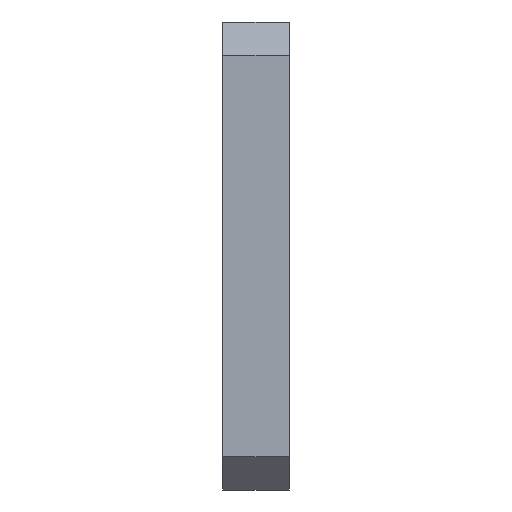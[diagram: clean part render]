
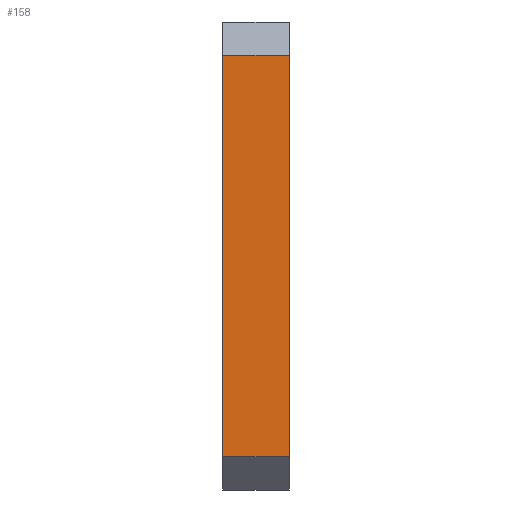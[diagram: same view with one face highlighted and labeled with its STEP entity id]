
A CAD part, left-side view. The second image highlights one B-rep face of the part: STEP entity #158.
In plain terms, the highlighted planar face has unit normal (-1, 0, 0).
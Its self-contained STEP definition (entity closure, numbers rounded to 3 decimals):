
#3 = CARTESIAN_POINT ( 'NONE',  ( 2.782, 10., -5. ) ) ;
#6 = CARTESIAN_POINT ( 'NONE',  ( 2.782, 10., -65. ) ) ;
#14 = VECTOR ( 'NONE', #1074, 1000. ) ;
#120 = CARTESIAN_POINT ( 'NONE',  ( 2.782, 0., 0. ) ) ;
#155 = VECTOR ( 'NONE', #1251, 1000. ) ;
#158 = ADVANCED_FACE ( 'NONE', ( #855 ), #953, .F. ) ;
#171 = AXIS2_PLACEMENT_3D ( 'NONE', #911, #702, #1106 ) ;
#230 = LINE ( 'NONE', #6, #155 ) ;
#236 = CARTESIAN_POINT ( 'NONE',  ( 2.782, 0., -65. ) ) ;
#362 = CARTESIAN_POINT ( 'NONE',  ( 2.782, 10., 0. ) ) ;
#443 = ORIENTED_EDGE ( 'NONE', *, *, #1331, .T. ) ;
#463 = ORIENTED_EDGE ( 'NONE', *, *, #1096, .F. ) ;
#466 = EDGE_CURVE ( 'NONE', #878, #1097, #541, .T. ) ;
#500 = VERTEX_POINT ( 'NONE', #3 ) ;
#541 = LINE ( 'NONE', #120, #1084 ) ;
#542 = VERTEX_POINT ( 'NONE', #1075 ) ;
#575 = DIRECTION ( 'NONE',  ( 0., 0., 1. ) ) ;
#607 = ORIENTED_EDGE ( 'NONE', *, *, #466, .T. ) ;
#660 = DIRECTION ( 'NONE',  ( 0., 0., 1. ) ) ;
#681 = CARTESIAN_POINT ( 'NONE',  ( 2.782, 10., -5. ) ) ;
#702 = DIRECTION ( 'NONE',  ( 1., 0., 0. ) ) ;
#808 = CARTESIAN_POINT ( 'NONE',  ( 2.782, 0., -5. ) ) ;
#854 = EDGE_LOOP ( 'NONE', ( #607, #1303, #463, #443 ) ) ;
#855 = FACE_OUTER_BOUND ( 'NONE', #854, .T. ) ;
#878 = VERTEX_POINT ( 'NONE', #236 ) ;
#911 = CARTESIAN_POINT ( 'NONE',  ( 2.782, 10., 0. ) ) ;
#953 = PLANE ( 'NONE',  #171 ) ;
#1001 = LINE ( 'NONE', #362, #1260 ) ;
#1071 = EDGE_CURVE ( 'NONE', #500, #1097, #1183, .T. ) ;
#1074 = DIRECTION ( 'NONE',  ( 0., -1., 0. ) ) ;
#1075 = CARTESIAN_POINT ( 'NONE',  ( 2.782, 10., -65. ) ) ;
#1084 = VECTOR ( 'NONE', #660, 1000. ) ;
#1096 = EDGE_CURVE ( 'NONE', #542, #500, #1001, .T. ) ;
#1097 = VERTEX_POINT ( 'NONE', #808 ) ;
#1106 = DIRECTION ( 'NONE',  ( 0., 0., -1. ) ) ;
#1183 = LINE ( 'NONE', #681, #14 ) ;
#1251 = DIRECTION ( 'NONE',  ( 0., -1., 0. ) ) ;
#1260 = VECTOR ( 'NONE', #575, 1000. ) ;
#1303 = ORIENTED_EDGE ( 'NONE', *, *, #1071, .F. ) ;
#1331 = EDGE_CURVE ( 'NONE', #542, #878, #230, .T. ) ;
